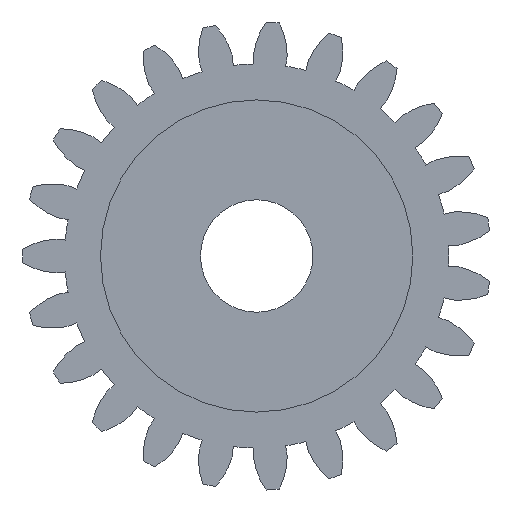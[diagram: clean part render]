
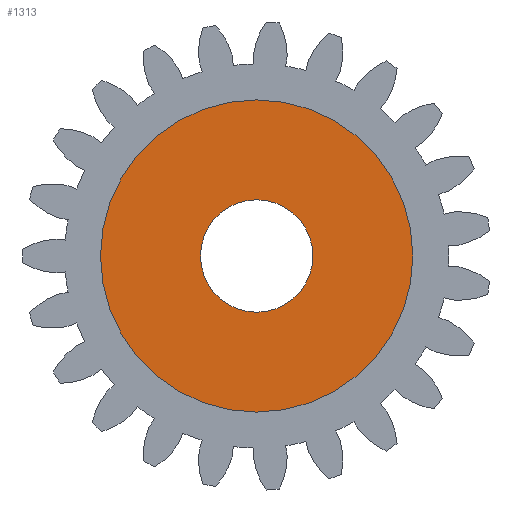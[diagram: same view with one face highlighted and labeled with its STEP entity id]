
A CAD part, left-side view. The second image highlights one B-rep face of the part: STEP entity #1313.
In plain terms, the highlighted planar face has unit normal (-1, 0, 0).
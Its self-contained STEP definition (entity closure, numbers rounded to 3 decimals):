
#270 = PLANE ( 'NONE',  #1218 ) ;
#402 = CIRCLE ( 'NONE', #1124, 12.5 ) ;
#755 = CARTESIAN_POINT ( 'NONE',  ( 0., 0., 0. ) ) ;
#794 = EDGE_CURVE ( 'NONE', #1888, #2326, #2271, .T. ) ;
#801 = ORIENTED_EDGE ( 'NONE', *, *, #5012, .T. ) ;
#838 = EDGE_LOOP ( 'NONE', ( #4207, #3789 ) ) ;
#868 = CARTESIAN_POINT ( 'NONE',  ( 0., 0., 4.5 ) ) ;
#1124 = AXIS2_PLACEMENT_3D ( 'NONE', #755, #2504, #4192 ) ;
#1218 = AXIS2_PLACEMENT_3D ( 'NONE', #2011, #1244, #4652 ) ;
#1244 = DIRECTION ( 'NONE',  ( -1., 0., 0. ) ) ;
#1313 = ADVANCED_FACE ( 'NONE', ( #3388, #1674 ), #270, .T. ) ;
#1341 = EDGE_CURVE ( 'NONE', #4046, #4672, #402, .T. ) ;
#1562 = DIRECTION ( 'NONE',  ( 1., 0., 0. ) ) ;
#1590 = EDGE_CURVE ( 'NONE', #4672, #4046, #2961, .T. ) ;
#1674 = FACE_BOUND ( 'NONE', #3376, .T. ) ;
#1813 = AXIS2_PLACEMENT_3D ( 'NONE', #3201, #1562, #4958 ) ;
#1888 = VERTEX_POINT ( 'NONE', #868 ) ;
#2011 = CARTESIAN_POINT ( 'NONE',  ( 0., 0., 0. ) ) ;
#2068 = CARTESIAN_POINT ( 'NONE',  ( 0., 0., -4.5 ) ) ;
#2245 = CARTESIAN_POINT ( 'NONE',  ( 0., 0., -12.5 ) ) ;
#2271 = CIRCLE ( 'NONE', #1813, 4.5 ) ;
#2326 = VERTEX_POINT ( 'NONE', #2068 ) ;
#2504 = DIRECTION ( 'NONE',  ( -1., 0., 0. ) ) ;
#2776 = CARTESIAN_POINT ( 'NONE',  ( 0., 0., 0. ) ) ;
#2961 = CIRCLE ( 'NONE', #4527, 12.5 ) ;
#3201 = CARTESIAN_POINT ( 'NONE',  ( 0., 0., 0. ) ) ;
#3376 = EDGE_LOOP ( 'NONE', ( #801, #4302 ) ) ;
#3388 = FACE_OUTER_BOUND ( 'NONE', #838, .T. ) ;
#3587 = DIRECTION ( 'NONE',  ( 0., 0., -1. ) ) ;
#3789 = ORIENTED_EDGE ( 'NONE', *, *, #1341, .T. ) ;
#4007 = DIRECTION ( 'NONE',  ( 0., 0., -1. ) ) ;
#4046 = VERTEX_POINT ( 'NONE', #4353 ) ;
#4076 = DIRECTION ( 'NONE',  ( -1., 0., 0. ) ) ;
#4192 = DIRECTION ( 'NONE',  ( 0., 0., -1. ) ) ;
#4207 = ORIENTED_EDGE ( 'NONE', *, *, #1590, .T. ) ;
#4302 = ORIENTED_EDGE ( 'NONE', *, *, #794, .T. ) ;
#4305 = CIRCLE ( 'NONE', #4626, 4.5 ) ;
#4353 = CARTESIAN_POINT ( 'NONE',  ( 0., 0., 12.5 ) ) ;
#4512 = CARTESIAN_POINT ( 'NONE',  ( 0., 0., 0. ) ) ;
#4527 = AXIS2_PLACEMENT_3D ( 'NONE', #4512, #4076, #3587 ) ;
#4530 = DIRECTION ( 'NONE',  ( 1., 0., 0. ) ) ;
#4626 = AXIS2_PLACEMENT_3D ( 'NONE', #2776, #4530, #4007 ) ;
#4652 = DIRECTION ( 'NONE',  ( 0., 0., 1. ) ) ;
#4672 = VERTEX_POINT ( 'NONE', #2245 ) ;
#4958 = DIRECTION ( 'NONE',  ( 0., 0., -1. ) ) ;
#5012 = EDGE_CURVE ( 'NONE', #2326, #1888, #4305, .T. ) ;
